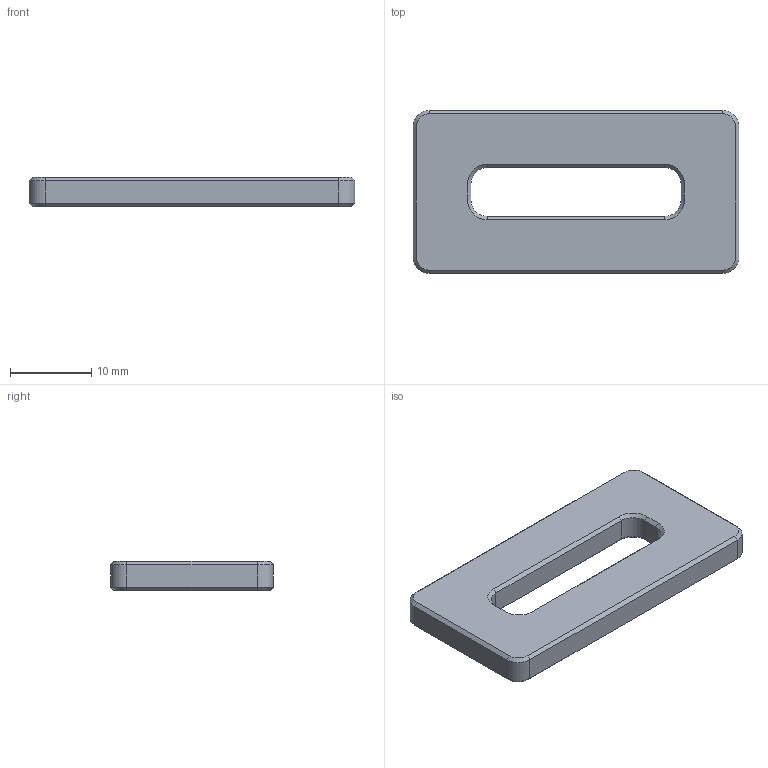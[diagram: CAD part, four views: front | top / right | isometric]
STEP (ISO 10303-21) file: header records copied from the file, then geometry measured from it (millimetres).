
FILE_DESCRIPTION(('FreeCAD Model'),'2;1');
FILE_NAME('Open CASCADE Shape Model','2024-09-15T11:06:02',(''),(''), 'Open CASCADE STEP processor 7.7','Ondsel','Unknown');
FILE_SCHEMA(('AUTOMOTIVE_DESIGN { 1 0 10303 214 1 1 1 1 }'));
Length unit declared in the file: millimetre
Products named in the file (2): Door_Buffer; Door_Buffer_Body
Assembly tree (1 placements, depth 2):
  Door_Buffer
    Door_Buffer_Body
Bounding box: 40 x 20 x 3.6 mm (x, y, z)
Volume: 2294.4 mm3; surface area: 1843.8 mm2
Topology: 1 solids, 1 shells, 50 faces, 112 edges, 64 vertices
Faces by surface type: plane 26, cone 16, cylinder 8
Entity records: 1396 total; most frequent: DIRECTION 248, CARTESIAN_POINT 228, ORIENTED_EDGE 224, EDGE_CURVE 112, AXIS2_PLACEMENT_3D 84, LINE 80, VECTOR 80, VERTEX_POINT 64
